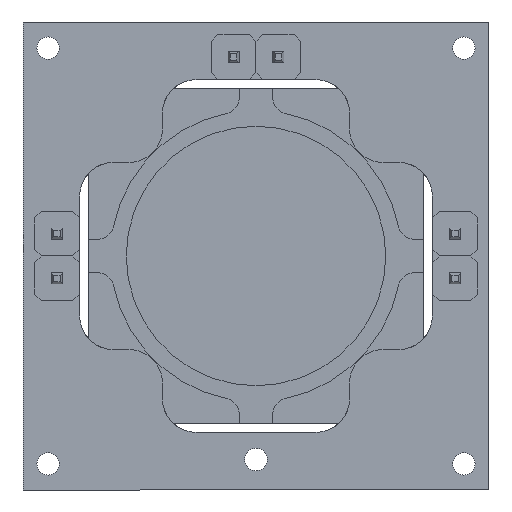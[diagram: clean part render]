
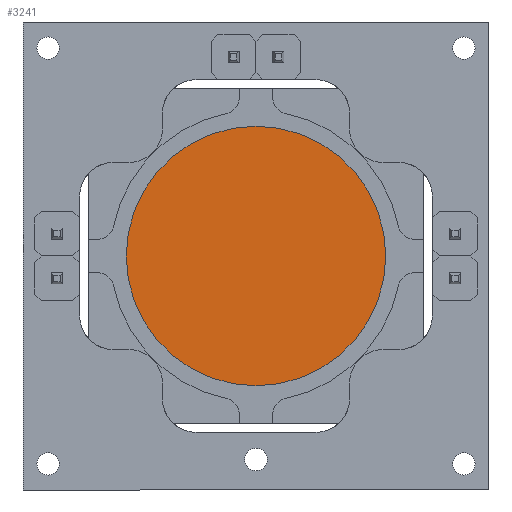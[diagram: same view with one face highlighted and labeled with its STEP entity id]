
A CAD part, front view. The second image highlights one B-rep face of the part: STEP entity #3241.
In plain terms, the highlighted planar face has unit normal (0, -1, 0).
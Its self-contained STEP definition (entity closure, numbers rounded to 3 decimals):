
#31 = AXIS2_PLACEMENT_3D ( 'NONE', #3565, #214, #3959 ) ;
#188 = CARTESIAN_POINT ( 'NONE',  ( 0., -0.901, 0. ) ) ;
#214 = DIRECTION ( 'NONE',  ( 0., -1., 0. ) ) ;
#981 = PLANE ( 'NONE',  #31 ) ;
#1103 = VERTEX_POINT ( 'NONE', #2964 ) ;
#1282 = ORIENTED_EDGE ( 'NONE', *, *, #2573, .T. ) ;
#1362 = FACE_OUTER_BOUND ( 'NONE', #2244, .T. ) ;
#1486 = CARTESIAN_POINT ( 'NONE',  ( 0., -0.901, 0. ) ) ;
#1668 = AXIS2_PLACEMENT_3D ( 'NONE', #1486, #4066, #2181 ) ;
#1926 = CIRCLE ( 'NONE', #4081, 5.794 ) ;
#2009 = VERTEX_POINT ( 'NONE', #3967 ) ;
#2043 = DIRECTION ( 'NONE',  ( 0., -1., 0. ) ) ;
#2103 = CIRCLE ( 'NONE', #1668, 5.794 ) ;
#2181 = DIRECTION ( 'NONE',  ( 0., 0., -1. ) ) ;
#2244 = EDGE_LOOP ( 'NONE', ( #2910, #1282 ) ) ;
#2573 = EDGE_CURVE ( 'NONE', #2009, #1103, #1926, .T. ) ;
#2910 = ORIENTED_EDGE ( 'NONE', *, *, #4705, .T. ) ;
#2964 = CARTESIAN_POINT ( 'NONE',  ( 0., -0.901, 5.794 ) ) ;
#3241 = ADVANCED_FACE ( 'NONE', ( #1362 ), #981, .T. ) ;
#3527 = DIRECTION ( 'NONE',  ( 0., 0., -1. ) ) ;
#3565 = CARTESIAN_POINT ( 'NONE',  ( 0., -0.901, 0. ) ) ;
#3959 = DIRECTION ( 'NONE',  ( 0., 0., -1. ) ) ;
#3967 = CARTESIAN_POINT ( 'NONE',  ( 0., -0.901, -5.794 ) ) ;
#4066 = DIRECTION ( 'NONE',  ( 0., -1., 0. ) ) ;
#4081 = AXIS2_PLACEMENT_3D ( 'NONE', #188, #2043, #3527 ) ;
#4705 = EDGE_CURVE ( 'NONE', #1103, #2009, #2103, .T. ) ;
